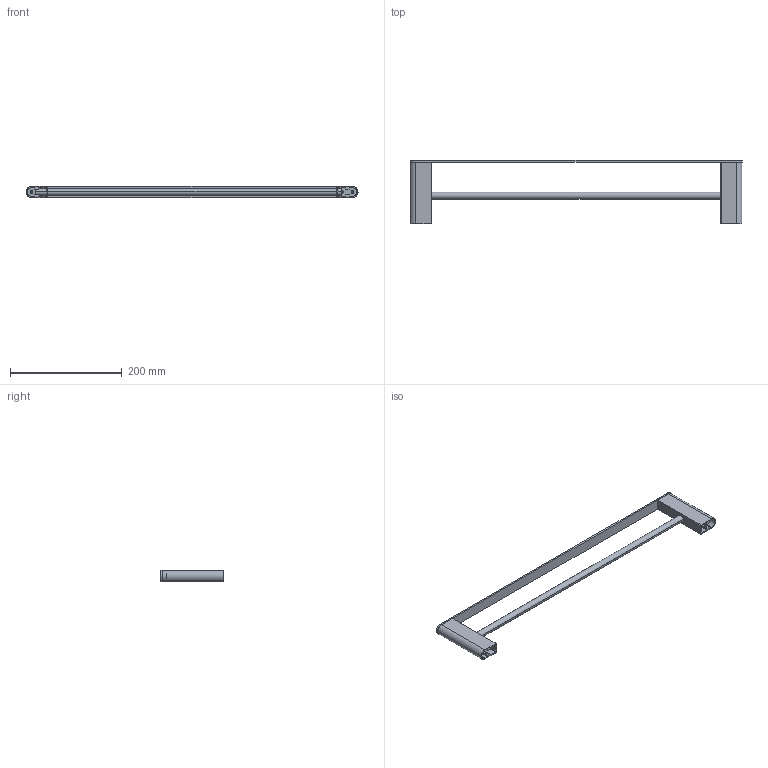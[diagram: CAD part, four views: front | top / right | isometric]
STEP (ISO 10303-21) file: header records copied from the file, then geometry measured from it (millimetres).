
FILE_DESCRIPTION (( 'STEP AP214' ), '1' );
FILE_NAME ('66625,0.STEP', '2020-09-01T08:25:24', ( '' ), ( '' ), 'SwSTEP 2.0', 'SolidWorks 2020', '' );
FILE_SCHEMA (( 'AUTOMOTIVE_DESIGN' ));
Length unit declared in the file: millimetre
Products named in the file (7): 50T洙Tﾎｨ摠ﾋﾏ﨔; 5024褸枚舛枚; 50T洙Tﾎｨ摠ﾎ｡﨔; 66625,0; 50Á¹ªT24í-; 33扛蠍; 50TŸªT¦¡¦ß¦-24í-
Assembly tree (9 placements, depth 3):
  66625,0
    50T洙Tﾎｨ摠ﾎ｡﨔
    50T洙Tﾎｨ摠ﾋﾏ﨔
    50TŸªT¦¡¦ß¦-24í-
    5024褸枚舛枚
      50Á¹ªT24í-
      33扛蠍  x4
Bounding box: 595 x 113 x 20 mm (x, y, z)
Volume: 107241.3 mm3; surface area: 116815.5 mm2
Topology: 8 solids, 8 shells, 149 faces, 345 edges, 222 vertices
Faces by surface type: cylinder 69, plane 56, cone 24
Entity records: 4285 total; most frequent: CARTESIAN_POINT 1099, DIRECTION 643, ORIENTED_EDGE 570, EDGE_CURVE 285, AXIS2_PLACEMENT_3D 242, VERTEX_POINT 186, LINE 159, VECTOR 159
